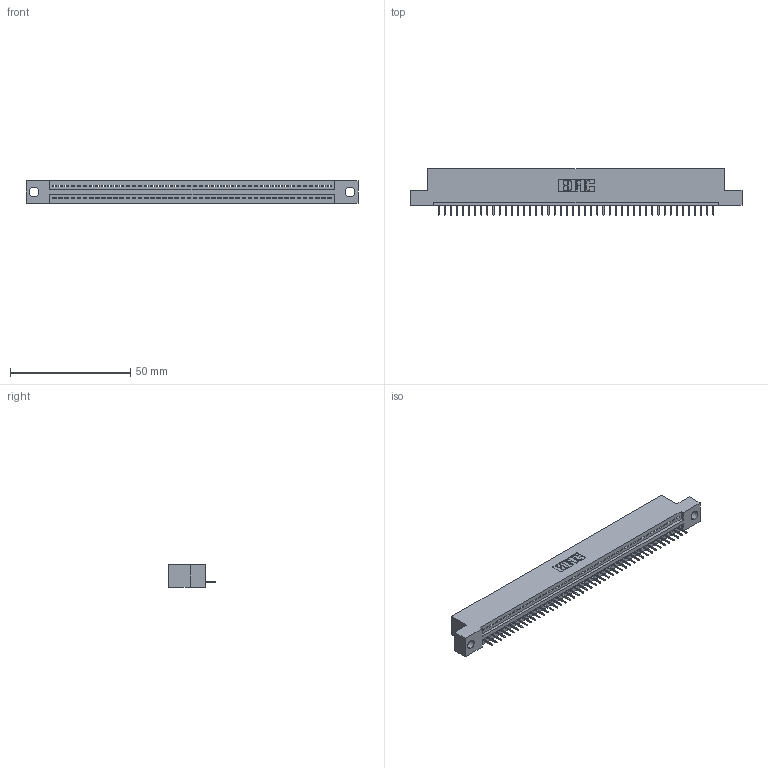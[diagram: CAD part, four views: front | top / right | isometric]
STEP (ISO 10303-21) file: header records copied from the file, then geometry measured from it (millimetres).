
FILE_DESCRIPTION (( 'STEP AP203' ), '1' );
FILE_NAME ('395-046-524-104.STEP', '2018-11-16T15:16:52', ( '' ), ( '' ), 'SwSTEP 2.0', 'SolidWorks 2016', '' );
FILE_SCHEMA (( 'CONFIG_CONTROL_DESIGN' ));
Length unit declared in the file: inch
Products named in the file (3): 395-046-524-104; 345 Part_Flush Mounting Lugs - 0.156 Dia-TH; 345-292-001_345-293-124
Assembly tree (47 placements, depth 2):
  395-046-524-104
    345 Part_Flush Mounting Lugs - 0.156 Dia-TH
    345-292-001_345-293-124  x46
Bounding box: 138.05 x 19.35 x 9.4 mm (x, y, z)
Volume: 12875.2 mm3; surface area: 16392.1 mm2
Topology: 47 solids, 47 shells, 2978 faces, 8621 edges, 5562 vertices
Faces by surface type: plane 2196, cylinder 782
Entity records: 34159 total; most frequent: CARTESIAN_POINT 5922, ORIENTED_EDGE 5902, DIRECTION 5167, EDGE_CURVE 2951, LINE 2639, VECTOR 2639, VERTEX_POINT 1962, AXIS2_PLACEMENT_3D 1264
